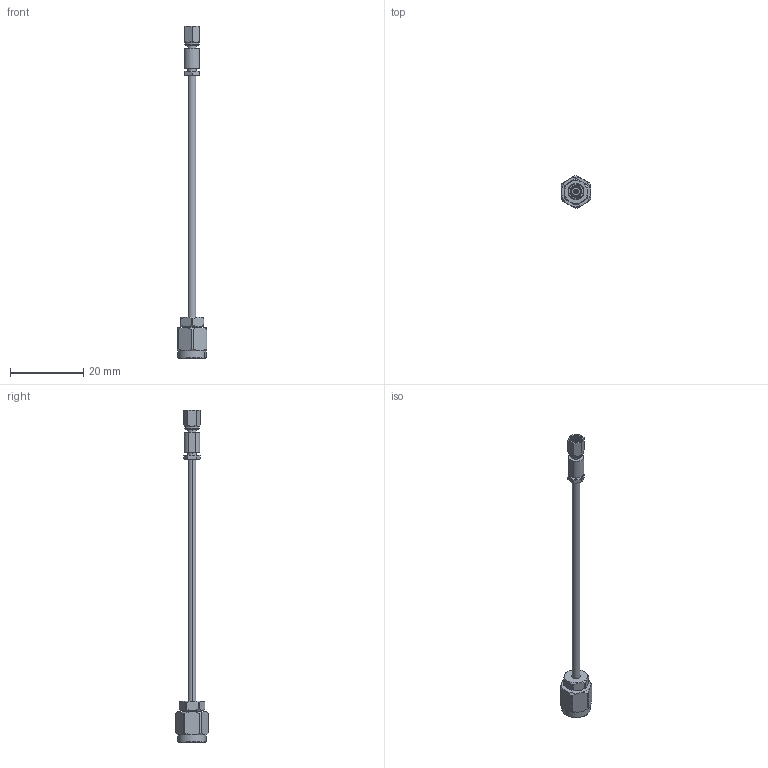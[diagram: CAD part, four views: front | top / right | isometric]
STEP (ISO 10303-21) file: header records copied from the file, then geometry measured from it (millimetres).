
FILE_DESCRIPTION (( 'STEP AP214' ), '1' );
FILE_NAME ('PE3C4444.step', '2020-04-20T16:16:09', ( '' ), ( '' ), 'SwSTEP 2.0', 'SolidWorks 2018', '' );
FILE_SCHEMA (( 'AUTOMOTIVE_DESIGN' ));
Length unit declared in the file: inch
Products named in the file (4): PE45365___; PE44690; PE3C4444; PE-SR405FL_3''''PE-SR405FL
Assembly tree (3 placements, depth 2):
  PE3C4444
    PE-SR405FL_3''''PE-SR405FL
    PE45365___
    PE44690
Bounding box: 8.06 x 8.99 x 90.9 mm (x, y, z)
Volume: 814.3 mm3; surface area: 1542.4 mm2
Topology: 3 solids, 3 shells, 203 faces, 471 edges, 292 vertices
Faces by surface type: cylinder 69, cone 63, plane 61, bspline 6, torus 4
Entity records: 8120 total; most frequent: CARTESIAN_POINT 3065, ORIENTED_EDGE 942, DIRECTION 863, EDGE_CURVE 471, AXIS2_PLACEMENT_3D 359, VERTEX_POINT 292, EDGE_LOOP 223, ADVANCED_FACE 203
